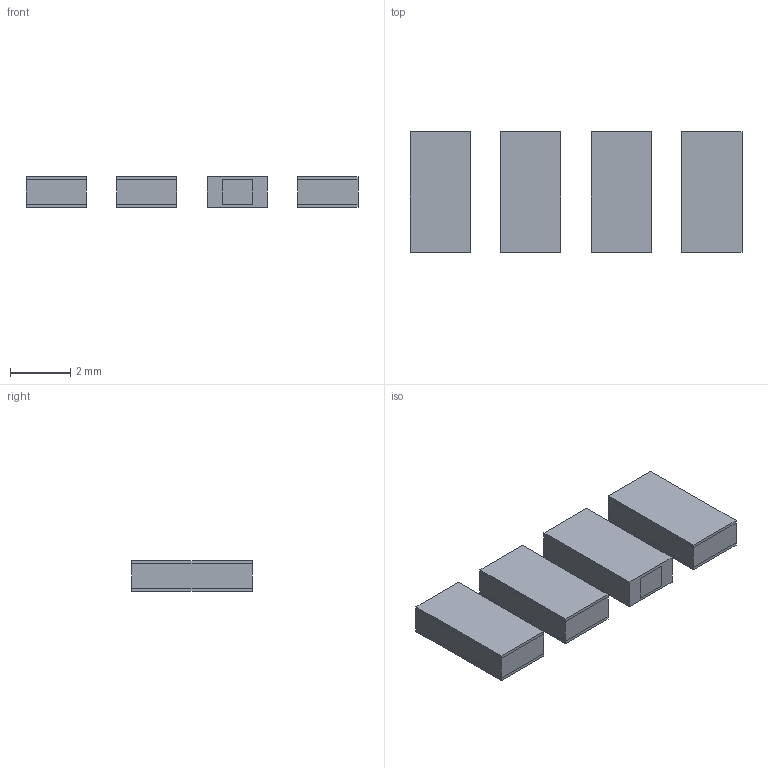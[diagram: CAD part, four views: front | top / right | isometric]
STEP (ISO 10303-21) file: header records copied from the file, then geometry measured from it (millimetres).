
FILE_DESCRIPTION(('Open CASCADE Model'),'2;1');
FILE_NAME('Open CASCADE Shape Model','2024-01-14T16:46:11',('Author'),( 'Open CASCADE'),'Open CASCADE STEP processor 7.7','Open CASCADE 7.7' ,'Unknown');
FILE_SCHEMA(('AUTOMOTIVE_DESIGN { 1 0 10303 214 1 1 1 1 }'));
Length unit declared in the file: millimetre
Products named in the file (17): fc3065d0-b2b0-11ee-8f53-010101010000; fc3065d1-b2b0-11ee-969b-010101010000; fc3065d1-b2b0-11ee-969b-010101010000_part; fc3065d2-b2b0-11ee-8edc-010101010000; fc3065d2-b2b0-11ee-8edc-010101010000_part; fc3065d3-b2b0-11ee-abd1-010101010000; fc3065d3-b2b0-11ee-abd1-010101010000_part; fc3065d4-b2b0-11ee-8293-010101010000; fc3065d4-b2b0-11ee-8293-010101010000_part; fc3065d5-b2b0-11ee-9692-010101010000; fc3065d5-b2b0-11ee-9692-010101010000_part; fc3065d6-b2b0-11ee-93c1-010101010000; fc3065d6-b2b0-11ee-93c1-010101010000_part; fc3065d7-b2b0-11ee-b08a-010101010000; fc3065d7-b2b0-11ee-b08a-010101010000_part; fc3065d8-b2b0-11ee-8c58-010101010000; fc3065d8-b2b0-11ee-8c58-010101010000_part
Assembly tree (16 placements, depth 3):
  fc3065d0-b2b0-11ee-8f53-010101010000
    fc3065d1-b2b0-11ee-969b-010101010000
      fc3065d1-b2b0-11ee-969b-010101010000_part
    fc3065d2-b2b0-11ee-8edc-010101010000
      fc3065d2-b2b0-11ee-8edc-010101010000_part
    fc3065d3-b2b0-11ee-abd1-010101010000
      fc3065d3-b2b0-11ee-abd1-010101010000_part
    fc3065d4-b2b0-11ee-8293-010101010000
      fc3065d4-b2b0-11ee-8293-010101010000_part
    fc3065d5-b2b0-11ee-9692-010101010000
      fc3065d5-b2b0-11ee-9692-010101010000_part
    fc3065d6-b2b0-11ee-93c1-010101010000
      fc3065d6-b2b0-11ee-93c1-010101010000_part
    fc3065d7-b2b0-11ee-b08a-010101010000
      fc3065d7-b2b0-11ee-b08a-010101010000_part
    fc3065d8-b2b0-11ee-8c58-010101010000
      fc3065d8-b2b0-11ee-8c58-010101010000_part
Bounding box: 11 x 4 x 1 mm (x, y, z)
Volume: 32 mm3; surface area: 236.8 mm2
Topology: 11 solids, 11 shells, 70 faces, 144 edges, 96 vertices
Faces by surface type: plane 70
Entity records: 4050 total; most frequent: CARTESIAN_POINT 615, DIRECTION 606, LINE 432, VECTOR 432, ORIENTED_EDGE 288, PCURVE 288, DEFINITIONAL_REPRESENTATION 288, EDGE_CURVE 144
